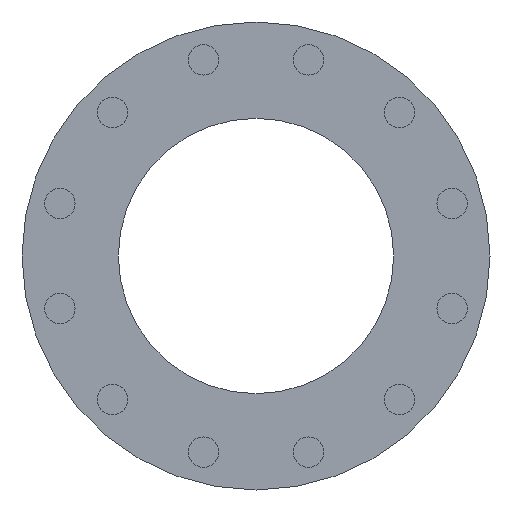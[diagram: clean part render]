
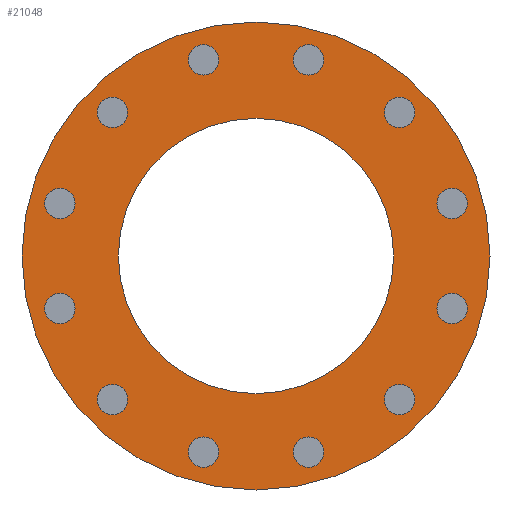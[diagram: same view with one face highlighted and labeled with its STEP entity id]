
A CAD part, left-side view. The second image highlights one B-rep face of the part: STEP entity #21048.
In plain terms, the highlighted planar face has unit normal (-1, 0, 0).
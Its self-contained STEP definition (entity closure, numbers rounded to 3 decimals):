
#282=FACE_BOUND('',#5264,.T.);
#283=FACE_BOUND('',#5265,.T.);
#284=FACE_BOUND('',#5266,.T.);
#285=FACE_BOUND('',#5267,.T.);
#286=FACE_BOUND('',#5268,.T.);
#287=FACE_BOUND('',#5269,.T.);
#288=FACE_BOUND('',#5270,.T.);
#289=FACE_BOUND('',#5271,.T.);
#290=FACE_BOUND('',#5272,.T.);
#291=FACE_BOUND('',#5273,.T.);
#292=FACE_BOUND('',#5274,.T.);
#293=FACE_BOUND('',#5275,.T.);
#294=FACE_BOUND('',#5276,.T.);
#2888=PLANE('',#22953);
#3928=FACE_OUTER_BOUND('',#5263,.T.);
#5263=EDGE_LOOP('',(#17604,#17605));
#5264=EDGE_LOOP('',(#17606));
#5265=EDGE_LOOP('',(#17607));
#5266=EDGE_LOOP('',(#17608));
#5267=EDGE_LOOP('',(#17609));
#5268=EDGE_LOOP('',(#17610));
#5269=EDGE_LOOP('',(#17611));
#5270=EDGE_LOOP('',(#17612));
#5271=EDGE_LOOP('',(#17613));
#5272=EDGE_LOOP('',(#17614));
#5273=EDGE_LOOP('',(#17615));
#5274=EDGE_LOOP('',(#17616));
#5275=EDGE_LOOP('',(#17617));
#5276=EDGE_LOOP('',(#17618,#17619));
#6388=CIRCLE('',#22898,100.);
#6389=CIRCLE('',#22899,100.);
#6431=CIRCLE('',#22951,170.);
#6432=CIRCLE('',#22952,170.);
#6433=CIRCLE('',#22954,11.);
#6434=CIRCLE('',#22955,11.);
#6435=CIRCLE('',#22956,11.);
#6436=CIRCLE('',#22957,11.);
#6437=CIRCLE('',#22958,11.);
#6438=CIRCLE('',#22959,11.);
#6439=CIRCLE('',#22960,11.);
#6440=CIRCLE('',#22961,11.);
#6441=CIRCLE('',#22962,11.);
#6442=CIRCLE('',#22963,11.);
#6443=CIRCLE('',#22964,11.);
#6444=CIRCLE('',#22965,11.);
#9551=VERTEX_POINT('',#35860);
#9552=VERTEX_POINT('',#35862);
#9665=VERTEX_POINT('',#36105);
#9666=VERTEX_POINT('',#36107);
#9667=VERTEX_POINT('',#36111);
#9668=VERTEX_POINT('',#36113);
#9669=VERTEX_POINT('',#36115);
#9670=VERTEX_POINT('',#36117);
#9671=VERTEX_POINT('',#36119);
#9672=VERTEX_POINT('',#36121);
#9673=VERTEX_POINT('',#36123);
#9674=VERTEX_POINT('',#36125);
#9675=VERTEX_POINT('',#36127);
#9676=VERTEX_POINT('',#36129);
#9677=VERTEX_POINT('',#36131);
#9678=VERTEX_POINT('',#36133);
#12445=EDGE_CURVE('',#9552,#9551,#6388,.T.);
#12446=EDGE_CURVE('',#9551,#9552,#6389,.T.);
#12566=EDGE_CURVE('',#9665,#9666,#6431,.T.);
#12567=EDGE_CURVE('',#9666,#9665,#6432,.T.);
#12568=EDGE_CURVE('',#9667,#9667,#6433,.T.);
#12569=EDGE_CURVE('',#9668,#9668,#6434,.T.);
#12570=EDGE_CURVE('',#9669,#9669,#6435,.T.);
#12571=EDGE_CURVE('',#9670,#9670,#6436,.T.);
#12572=EDGE_CURVE('',#9671,#9671,#6437,.T.);
#12573=EDGE_CURVE('',#9672,#9672,#6438,.T.);
#12574=EDGE_CURVE('',#9673,#9673,#6439,.T.);
#12575=EDGE_CURVE('',#9674,#9674,#6440,.T.);
#12576=EDGE_CURVE('',#9675,#9675,#6441,.T.);
#12577=EDGE_CURVE('',#9676,#9676,#6442,.T.);
#12578=EDGE_CURVE('',#9677,#9677,#6443,.T.);
#12579=EDGE_CURVE('',#9678,#9678,#6444,.T.);
#17604=ORIENTED_EDGE('',*,*,#12567,.F.);
#17605=ORIENTED_EDGE('',*,*,#12566,.F.);
#17606=ORIENTED_EDGE('',*,*,#12568,.T.);
#17607=ORIENTED_EDGE('',*,*,#12569,.T.);
#17608=ORIENTED_EDGE('',*,*,#12570,.T.);
#17609=ORIENTED_EDGE('',*,*,#12571,.T.);
#17610=ORIENTED_EDGE('',*,*,#12572,.T.);
#17611=ORIENTED_EDGE('',*,*,#12573,.T.);
#17612=ORIENTED_EDGE('',*,*,#12574,.T.);
#17613=ORIENTED_EDGE('',*,*,#12575,.T.);
#17614=ORIENTED_EDGE('',*,*,#12576,.T.);
#17615=ORIENTED_EDGE('',*,*,#12577,.T.);
#17616=ORIENTED_EDGE('',*,*,#12578,.T.);
#17617=ORIENTED_EDGE('',*,*,#12579,.T.);
#17618=ORIENTED_EDGE('',*,*,#12445,.T.);
#17619=ORIENTED_EDGE('',*,*,#12446,.T.);
#21048=ADVANCED_FACE('',(#3928,#282,#283,#284,#285,#286,#287,#288,#289,
#290,#291,#292,#293,#294),#2888,.T.);
#22898=AXIS2_PLACEMENT_3D('',#35863,#27106,#27107);
#22899=AXIS2_PLACEMENT_3D('',#35864,#27108,#27109);
#22951=AXIS2_PLACEMENT_3D('',#36108,#27290,#27291);
#22952=AXIS2_PLACEMENT_3D('',#36109,#27292,#27293);
#22953=AXIS2_PLACEMENT_3D('',#36110,#27294,#27295);
#22954=AXIS2_PLACEMENT_3D('',#36112,#27296,#27297);
#22955=AXIS2_PLACEMENT_3D('',#36114,#27298,#27299);
#22956=AXIS2_PLACEMENT_3D('',#36116,#27300,#27301);
#22957=AXIS2_PLACEMENT_3D('',#36118,#27302,#27303);
#22958=AXIS2_PLACEMENT_3D('',#36120,#27304,#27305);
#22959=AXIS2_PLACEMENT_3D('',#36122,#27306,#27307);
#22960=AXIS2_PLACEMENT_3D('',#36124,#27308,#27309);
#22961=AXIS2_PLACEMENT_3D('',#36126,#27310,#27311);
#22962=AXIS2_PLACEMENT_3D('',#36128,#27312,#27313);
#22963=AXIS2_PLACEMENT_3D('',#36130,#27314,#27315);
#22964=AXIS2_PLACEMENT_3D('',#36132,#27316,#27317);
#22965=AXIS2_PLACEMENT_3D('',#36134,#27318,#27319);
#27106=DIRECTION('center_axis',(1.,0.,0.));
#27107=DIRECTION('ref_axis',(0.,0.,-1.));
#27108=DIRECTION('center_axis',(1.,0.,0.));
#27109=DIRECTION('ref_axis',(0.,0.,-1.));
#27290=DIRECTION('center_axis',(1.,0.,0.));
#27291=DIRECTION('ref_axis',(0.,0.,-1.));
#27292=DIRECTION('center_axis',(1.,0.,0.));
#27293=DIRECTION('ref_axis',(0.,0.,-1.));
#27294=DIRECTION('center_axis',(-1.,0.,0.));
#27295=DIRECTION('ref_axis',(0.,0.,1.));
#27296=DIRECTION('center_axis',(1.,0.,0.));
#27297=DIRECTION('ref_axis',(0.,-0.5,-0.866));
#27298=DIRECTION('center_axis',(1.,0.,0.));
#27299=DIRECTION('ref_axis',(0.,-0.866,-0.5));
#27300=DIRECTION('center_axis',(1.,0.,0.));
#27301=DIRECTION('ref_axis',(0.,-1.,0.));
#27302=DIRECTION('center_axis',(1.,0.,0.));
#27303=DIRECTION('ref_axis',(0.,-0.866,0.5));
#27304=DIRECTION('center_axis',(1.,0.,0.));
#27305=DIRECTION('ref_axis',(0.,-0.5,0.866));
#27306=DIRECTION('center_axis',(1.,0.,0.));
#27307=DIRECTION('ref_axis',(0.,0.,1.));
#27308=DIRECTION('center_axis',(1.,0.,0.));
#27309=DIRECTION('ref_axis',(0.,0.5,0.866));
#27310=DIRECTION('center_axis',(1.,0.,0.));
#27311=DIRECTION('ref_axis',(0.,0.866,0.5));
#27312=DIRECTION('center_axis',(1.,0.,0.));
#27313=DIRECTION('ref_axis',(0.,1.,0.));
#27314=DIRECTION('center_axis',(1.,0.,0.));
#27315=DIRECTION('ref_axis',(0.,0.866,-0.5));
#27316=DIRECTION('center_axis',(1.,0.,0.));
#27317=DIRECTION('ref_axis',(0.,0.5,-0.866));
#27318=DIRECTION('center_axis',(1.,0.,0.));
#27319=DIRECTION('ref_axis',(0.,0.,-1.));
#35860=CARTESIAN_POINT('',(0.,-100.,0.));
#35862=CARTESIAN_POINT('',(0.,100.,0.));
#35863=CARTESIAN_POINT('Origin',(0.,0.,0.));
#35864=CARTESIAN_POINT('Origin',(0.,0.,0.));
#36105=CARTESIAN_POINT('',(0.,-170.,0.));
#36107=CARTESIAN_POINT('',(0.,170.,0.));
#36108=CARTESIAN_POINT('Origin',(0.,0.,0.));
#36109=CARTESIAN_POINT('Origin',(0.,0.,0.));
#36110=CARTESIAN_POINT('Origin',(0.,170.,0.));
#36111=CARTESIAN_POINT('',(0.,147.974,47.702));
#36112=CARTESIAN_POINT('Origin',(0.,142.474,38.176));
#36113=CARTESIAN_POINT('',(0.,152.,-32.676));
#36114=CARTESIAN_POINT('Origin',(0.,142.474,-38.176));
#36115=CARTESIAN_POINT('',(0.,115.298,-104.298));
#36116=CARTESIAN_POINT('Origin',(0.,104.298,-104.298));
#36117=CARTESIAN_POINT('',(0.,47.702,-147.974));
#36118=CARTESIAN_POINT('Origin',(0.,38.176,-142.474));
#36119=CARTESIAN_POINT('',(0.,-32.676,-152.));
#36120=CARTESIAN_POINT('Origin',(0.,-38.176,-142.474));
#36121=CARTESIAN_POINT('',(0.,-104.298,-115.298));
#36122=CARTESIAN_POINT('Origin',(0.,-104.298,-104.298));
#36123=CARTESIAN_POINT('',(0.,-147.974,-47.702));
#36124=CARTESIAN_POINT('Origin',(0.,-142.474,-38.176));
#36125=CARTESIAN_POINT('',(0.,-152.,32.676));
#36126=CARTESIAN_POINT('Origin',(0.,-142.474,38.176));
#36127=CARTESIAN_POINT('',(0.,-115.298,104.298));
#36128=CARTESIAN_POINT('Origin',(0.,-104.298,104.298));
#36129=CARTESIAN_POINT('',(0.,-47.702,147.974));
#36130=CARTESIAN_POINT('Origin',(0.,-38.176,142.474));
#36131=CARTESIAN_POINT('',(0.,32.676,152.));
#36132=CARTESIAN_POINT('Origin',(0.,38.176,142.474));
#36133=CARTESIAN_POINT('',(0.,104.298,115.298));
#36134=CARTESIAN_POINT('Origin',(0.,104.298,104.298));
